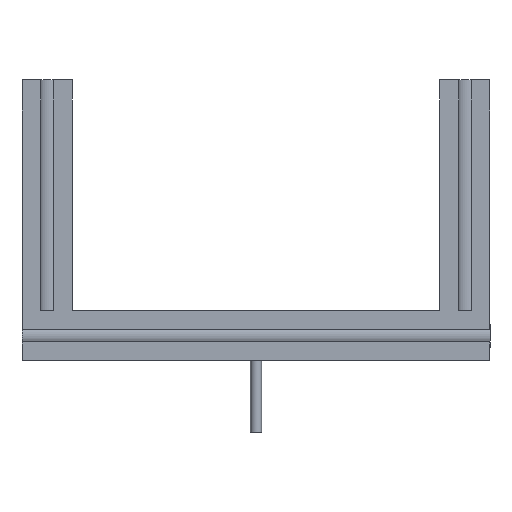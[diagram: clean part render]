
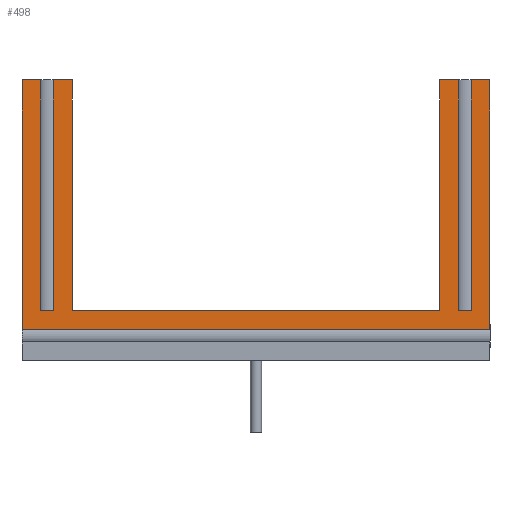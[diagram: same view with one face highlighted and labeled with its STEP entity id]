
A CAD part, front view. The second image highlights one B-rep face of the part: STEP entity #498.
In plain terms, the highlighted planar face has unit normal (0, -1, 0).
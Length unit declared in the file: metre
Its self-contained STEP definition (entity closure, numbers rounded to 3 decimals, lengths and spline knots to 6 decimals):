
#498 = ADVANCED_FACE( '', ( #1180 ), #1181, .T. );
#1180 = FACE_OUTER_BOUND( '', #2060, .T. );
#1181 = PLANE( '', #2061 );
#2060 = EDGE_LOOP( '', ( #3573, #3574, #3575, #3576, #3577, #3578, #3579, #3580, #3581, #3582, #3583, #3584, #3585, #3586, #3587, #3588 ) );
#2061 = AXIS2_PLACEMENT_3D( '', #3589, #3590, #3591 );
#3573 = ORIENTED_EDGE( '', *, *, #5921, .T. );
#3574 = ORIENTED_EDGE( '', *, *, #5922, .T. );
#3575 = ORIENTED_EDGE( '', *, *, #5923, .T. );
#3576 = ORIENTED_EDGE( '', *, *, #5379, .T. );
#3577 = ORIENTED_EDGE( '', *, *, #5924, .T. );
#3578 = ORIENTED_EDGE( '', *, *, #5367, .T. );
#3579 = ORIENTED_EDGE( '', *, *, #5807, .T. );
#3580 = ORIENTED_EDGE( '', *, *, #5925, .T. );
#3581 = ORIENTED_EDGE( '', *, *, #5926, .T. );
#3582 = ORIENTED_EDGE( '', *, *, #5746, .T. );
#3583 = ORIENTED_EDGE( '', *, *, #5801, .T. );
#3584 = ORIENTED_EDGE( '', *, *, #5927, .F. );
#3585 = ORIENTED_EDGE( '', *, *, #5692, .T. );
#3586 = ORIENTED_EDGE( '', *, *, #5928, .T. );
#3587 = ORIENTED_EDGE( '', *, *, #5929, .T. );
#3588 = ORIENTED_EDGE( '', *, *, #5495, .T. );
#3589 = CARTESIAN_POINT( '', ( 0.0525, 0., 0.024063 ) );
#3590 = DIRECTION( '', ( 0., -1., 0. ) );
#3591 = DIRECTION( '', ( 1., 0., 0. ) );
#5367 = EDGE_CURVE( '', #6461, #6459, #6462, .T. );
#5379 = EDGE_CURVE( '', #6476, #6481, #6483, .T. );
#5495 = EDGE_CURVE( '', #6683, #6688, #6690, .T. );
#5692 = EDGE_CURVE( '', #7025, #7026, #7027, .T. );
#5746 = EDGE_CURVE( '', #7113, #7111, #7114, .T. );
#5801 = EDGE_CURVE( '', #7111, #7205, #7207, .T. );
#5807 = EDGE_CURVE( '', #6459, #7213, #7215, .T. );
#5921 = EDGE_CURVE( '', #6688, #7395, #7396, .T. );
#5922 = EDGE_CURVE( '', #7395, #7397, #7398, .T. );
#5923 = EDGE_CURVE( '', #7397, #6476, #7399, .T. );
#5924 = EDGE_CURVE( '', #6481, #6461, #7400, .T. );
#5925 = EDGE_CURVE( '', #7213, #7401, #7402, .T. );
#5926 = EDGE_CURVE( '', #7401, #7113, #7403, .T. );
#5927 = EDGE_CURVE( '', #7025, #7205, #7404, .T. );
#5928 = EDGE_CURVE( '', #7026, #7405, #7406, .T. );
#5929 = EDGE_CURVE( '', #7405, #6683, #7407, .T. );
#6459 = VERTEX_POINT( '', #8092 );
#6461 = VERTEX_POINT( '', #8095 );
#6462 = LINE( '', #8096, #8097 );
#6476 = VERTEX_POINT( '', #8117 );
#6481 = VERTEX_POINT( '', #8124 );
#6483 = LINE( '', #8127, #8128 );
#6683 = VERTEX_POINT( '', #8523 );
#6688 = VERTEX_POINT( '', #8530 );
#6690 = LINE( '', #8533, #8534 );
#7025 = VERTEX_POINT( '', #9084 );
#7026 = VERTEX_POINT( '', #9085 );
#7027 = LINE( '', #9086, #9087 );
#7111 = VERTEX_POINT( '', #9214 );
#7113 = VERTEX_POINT( '', #9217 );
#7114 = LINE( '', #9218, #9219 );
#7205 = VERTEX_POINT( '', #9351 );
#7207 = LINE( '', #9354, #9355 );
#7213 = VERTEX_POINT( '', #9364 );
#7215 = LINE( '', #9367, #9368 );
#7395 = VERTEX_POINT( '', #9806 );
#7396 = LINE( '', #9807, #9808 );
#7397 = VERTEX_POINT( '', #9809 );
#7398 = LINE( '', #9810, #9811 );
#7399 = LINE( '', #9812, #9813 );
#7400 = LINE( '', #9814, #9815 );
#7401 = VERTEX_POINT( '', #9816 );
#7402 = LINE( '', #9817, #9818 );
#7403 = LINE( '', #9819, #9820 );
#7404 = LINE( '', #9821, #9822 );
#7405 = VERTEX_POINT( '', #9823 );
#7406 = LINE( '', #9824, #9825 );
#7407 = LINE( '', #9826, #9827 );
#8092 = CARTESIAN_POINT( '', ( -0.165, 0., 0.253563 ) );
#8095 = CARTESIAN_POINT( '', ( -0.165, 0., 0.046563 ) );
#8096 = CARTESIAN_POINT( '', ( -0.165, 0., 0.466563 ) );
#8097 = VECTOR( '', #11182, 1. );
#8117 = CARTESIAN_POINT( '', ( 0.165, 0., 0.253563 ) );
#8124 = CARTESIAN_POINT( '', ( 0.165, 0., 0.046563 ) );
#8127 = CARTESIAN_POINT( '', ( 0.165, 0., 0.151563 ) );
#8128 = VECTOR( '', #11192, 1. );
#8523 = CARTESIAN_POINT( '', ( 0.193125, 0., 0.253563 ) );
#8530 = CARTESIAN_POINT( '', ( 0.193125, 0., 0.046563 ) );
#8533 = CARTESIAN_POINT( '', ( 0.193125, 0., 0.387813 ) );
#8534 = VECTOR( '', #11298, 1. );
#9084 = CARTESIAN_POINT( '', ( -0.21, 0., 0.029687 ) );
#9085 = CARTESIAN_POINT( '', ( 0.21, 0., 0.029687 ) );
#9086 = CARTESIAN_POINT( '', ( 0.13125, 0., 0.029687 ) );
#9087 = VECTOR( '', #11478, 1. );
#9214 = CARTESIAN_POINT( '', ( -0.193125, 0., 0.253563 ) );
#9217 = CARTESIAN_POINT( '', ( -0.193125, 0., 0.046563 ) );
#9218 = CARTESIAN_POINT( '', ( -0.193125, 0., 0.387813 ) );
#9219 = VECTOR( '', #11523, 1. );
#9351 = CARTESIAN_POINT( '', ( -0.21, 0., 0.253563 ) );
#9354 = CARTESIAN_POINT( '', ( -0.17625, 0., 0.253563 ) );
#9355 = VECTOR( '', #11575, 1. );
#9364 = CARTESIAN_POINT( '', ( -0.181875, 0., 0.253563 ) );
#9367 = CARTESIAN_POINT( '', ( -0.17625, 0., 0.253563 ) );
#9368 = VECTOR( '', #11583, 1. );
#9806 = CARTESIAN_POINT( '', ( 0.181875, 0., 0.046563 ) );
#9807 = CARTESIAN_POINT( '', ( -0.105, 0., 0.046563 ) );
#9808 = VECTOR( '', #11695, 1. );
#9809 = CARTESIAN_POINT( '', ( 0.181875, 0., 0.253563 ) );
#9810 = CARTESIAN_POINT( '', ( 0.181875, 0., 0.387813 ) );
#9811 = VECTOR( '', #11696, 1. );
#9812 = CARTESIAN_POINT( '', ( 0.19875, 0., 0.253563 ) );
#9813 = VECTOR( '', #11697, 1. );
#9814 = CARTESIAN_POINT( '', ( -0.105, 0., 0.046563 ) );
#9815 = VECTOR( '', #11698, 1. );
#9816 = CARTESIAN_POINT( '', ( -0.181875, 0., 0.046563 ) );
#9817 = CARTESIAN_POINT( '', ( -0.181875, 0., 0.387813 ) );
#9818 = VECTOR( '', #11699, 1. );
#9819 = CARTESIAN_POINT( '', ( -0.105, 0., 0.046563 ) );
#9820 = VECTOR( '', #11700, 1. );
#9821 = CARTESIAN_POINT( '', ( -0.21, 0., 0.001563 ) );
#9822 = VECTOR( '', #11701, 1. );
#9823 = CARTESIAN_POINT( '', ( 0.21, 0., 0.253563 ) );
#9824 = CARTESIAN_POINT( '', ( 0.21, 0., 0.046563 ) );
#9825 = VECTOR( '', #11702, 1. );
#9826 = CARTESIAN_POINT( '', ( 0.19875, 0., 0.253563 ) );
#9827 = VECTOR( '', #11703, 1. );
#11182 = DIRECTION( '', ( 0., 0., 1. ) );
#11192 = DIRECTION( '', ( 0., 0., -1. ) );
#11298 = DIRECTION( '', ( 0., 0., -1. ) );
#11478 = DIRECTION( '', ( 1., 0., 0. ) );
#11523 = DIRECTION( '', ( 0., 0., 1. ) );
#11575 = DIRECTION( '', ( -1., 0., 0. ) );
#11583 = DIRECTION( '', ( -1., 0., 0. ) );
#11695 = DIRECTION( '', ( -1., 0., 0. ) );
#11696 = DIRECTION( '', ( 0., 0., 1. ) );
#11697 = DIRECTION( '', ( -1., 0., 0. ) );
#11698 = DIRECTION( '', ( -1., 0., 0. ) );
#11699 = DIRECTION( '', ( 0., 0., -1. ) );
#11700 = DIRECTION( '', ( -1., 0., 0. ) );
#11701 = DIRECTION( '', ( 0., 0., 1. ) );
#11702 = DIRECTION( '', ( 0., 0., 1. ) );
#11703 = DIRECTION( '', ( -1., 0., 0. ) );
